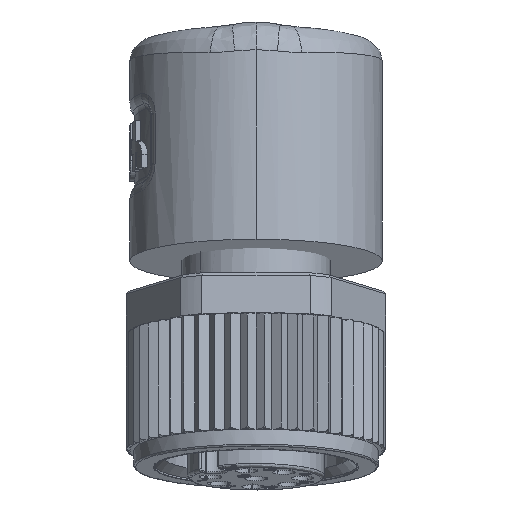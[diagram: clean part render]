
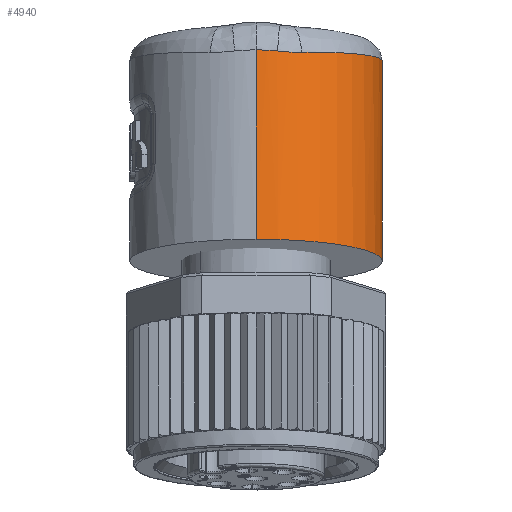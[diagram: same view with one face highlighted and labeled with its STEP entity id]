
A CAD part, front view. The second image highlights one B-rep face of the part: STEP entity #4940.
In plain terms, the highlighted cylindrical face has radius 7.5 mm (diameter 15 mm), a partial arc.
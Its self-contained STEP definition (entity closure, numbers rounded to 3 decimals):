
#4940=ADVANCED_FACE('',(#9931),#9932,.T.);
#9931=FACE_OUTER_BOUND('',#23128,.T.);
#9932=CYLINDRICAL_SURFACE('',#23129,7.5);
#23128=EDGE_LOOP('',(#39183,#39184,#39185,#39186,#39187,#39188,#39189,#39190,#39191,#39192,#39193));
#23129=AXIS2_PLACEMENT_3D('',#39194,#39195,#39196);
#39183=ORIENTED_EDGE('',*,*,#45170,.F.);
#39184=ORIENTED_EDGE('',*,*,#45174,.F.);
#39185=ORIENTED_EDGE('',*,*,#45311,.F.);
#39186=ORIENTED_EDGE('',*,*,#45312,.F.);
#39187=ORIENTED_EDGE('',*,*,#45313,.F.);
#39188=ORIENTED_EDGE('',*,*,#45176,.F.);
#39189=ORIENTED_EDGE('',*,*,#45166,.F.);
#39190=ORIENTED_EDGE('',*,*,#45314,.F.);
#39191=ORIENTED_EDGE('',*,*,#45221,.T.);
#39192=ORIENTED_EDGE('',*,*,#45315,.T.);
#39193=ORIENTED_EDGE('',*,*,#45163,.F.);
#39194=CARTESIAN_POINT('',(0.0,6.646,-7.682));
#39195=DIRECTION('',(0.0,-0.174,-0.985));
#39196=DIRECTION('',(0.0,-0.985,0.174));
#45163=EDGE_CURVE('',#53552,#53548,#53554,.T.);
#45166=EDGE_CURVE('',#53556,#53558,#53559,.T.);
#45170=EDGE_CURVE('',#53562,#53552,#53564,.T.);
#45174=EDGE_CURVE('',#53568,#53562,#53570,.T.);
#45176=EDGE_CURVE('',#53558,#53572,#53573,.T.);
#45221=EDGE_CURVE('',#53633,#53632,#53635,.T.);
#45311=EDGE_CURVE('',#53761,#53568,#53762,.T.);
#45312=EDGE_CURVE('',#53763,#53761,#53764,.T.);
#45313=EDGE_CURVE('',#53572,#53763,#53765,.T.);
#45314=EDGE_CURVE('',#53633,#53556,#53766,.T.);
#45315=EDGE_CURVE('',#53632,#53548,#53767,.T.);
#53548=VERTEX_POINT('',#69042);
#53552=VERTEX_POINT('',#69070);
#53554=B_SPLINE_CURVE_WITH_KNOTS('',3,(#69076,#69077,#69078,#69079,#69080,#69081,#69082,#69083,#69084,#69085,#69086,#69087,#69088,#69089,#69090,#69091,#69092,#69093,#69094,#69095,#69096,#69097),.UNSPECIFIED.,.F.,.F.,(4,1,1,1,1,1,1,1,1,1,1,1,1,1,1,1,1,1,1,4),(0.0,0.053,0.105,0.158,0.211,0.263,0.316,0.368,0.421,0.474,0.526,0.579,0.632,0.684,0.737,0.789,0.842,0.895,0.947,1.0),.UNSPECIFIED.);
#53556=VERTEX_POINT('',#69099);
#53558=VERTEX_POINT('',#69107);
#53559=B_SPLINE_CURVE_WITH_KNOTS('',3,(#69108,#69109,#69110,#69111,#69112,#69113,#69114,#69115),.UNSPECIFIED.,.F.,.F.,(4,1,1,1,1,4),(0.0,0.203,0.406,0.606,0.804,1.0),.UNSPECIFIED.);
#53562=VERTEX_POINT('',#69124);
#53564=B_SPLINE_CURVE_WITH_KNOTS('',3,(#69129,#69130,#69131,#69132,#69133,#69134),.UNSPECIFIED.,.F.,.F.,(4,1,1,4),(0.0,0.333,0.667,1.0),.UNSPECIFIED.);
#53568=VERTEX_POINT('',#69143);
#53570=B_SPLINE_CURVE_WITH_KNOTS('',3,(#69148,#69149,#69150,#69151,#69152,#69153),.UNSPECIFIED.,.F.,.F.,(4,1,1,4),(0.0,0.333,0.667,1.0),.UNSPECIFIED.);
#53572=VERTEX_POINT('',#69155);
#53573=B_SPLINE_CURVE_WITH_KNOTS('',3,(#69156,#69157,#69158,#69159,#69160,#69161),.UNSPECIFIED.,.F.,.F.,(4,1,1,4),(0.0,0.333,0.667,1.0),.UNSPECIFIED.);
#53632=VERTEX_POINT('',#69350);
#53633=VERTEX_POINT('',#69351);
#53635=CIRCLE('',#69353,7.5);
#53761=VERTEX_POINT('',#70064);
#53762=B_SPLINE_CURVE_WITH_KNOTS('',3,(#70065,#70066,#70067,#70068,#70069,#70070),.UNSPECIFIED.,.F.,.F.,(4,1,1,4),(0.0,0.333,0.667,1.0),.UNSPECIFIED.);
#53763=VERTEX_POINT('',#70071);
#53764=B_SPLINE_CURVE_WITH_KNOTS('',3,(#70072,#70073,#70074,#70075,#70076,#70077),.UNSPECIFIED.,.F.,.F.,(4,1,1,4),(0.0,0.333,0.667,1.0),.UNSPECIFIED.);
#53765=B_SPLINE_CURVE_WITH_KNOTS('',3,(#70078,#70079,#70080,#70081,#70082,#70083,#70084,#70085,#70086,#70087,#70088,#70089,#70090,#70091,#70092),.UNSPECIFIED.,.F.,.F.,(4,1,1,1,1,1,1,1,1,1,1,1,4),(0.0,0.083,0.167,0.25,0.333,0.417,0.5,0.583,0.667,0.75,0.833,0.917,1.0),.UNSPECIFIED.);
#53766=LINE('',#70093,#70094);
#53767=LINE('',#70095,#70096);
#69042=CARTESIAN_POINT('',(0.,14.348,-7.187));
#69070=CARTESIAN_POINT('',(6.536,11.568,-0.949));
#69076=CARTESIAN_POINT('',(6.536,11.568,-0.949));
#69077=CARTESIAN_POINT('',(6.52,11.574,-1.077));
#69078=CARTESIAN_POINT('',(6.481,11.598,-1.342));
#69079=CARTESIAN_POINT('',(6.394,11.67,-1.769));
#69080=CARTESIAN_POINT('',(6.273,11.784,-2.227));
#69081=CARTESIAN_POINT('',(6.109,11.942,-2.719));
#69082=CARTESIAN_POINT('',(5.893,12.145,-3.24));
#69083=CARTESIAN_POINT('',(5.622,12.382,-3.772));
#69084=CARTESIAN_POINT('',(5.296,12.642,-4.298));
#69085=CARTESIAN_POINT('',(4.928,12.904,-4.791));
#69086=CARTESIAN_POINT('',(4.528,13.155,-5.239));
#69087=CARTESIAN_POINT('',(4.105,13.387,-5.637));
#69088=CARTESIAN_POINT('',(3.667,13.595,-5.984));
#69089=CARTESIAN_POINT('',(3.219,13.777,-6.282));
#69090=CARTESIAN_POINT('',(2.764,13.934,-6.534));
#69091=CARTESIAN_POINT('',(2.305,14.064,-6.741));
#69092=CARTESIAN_POINT('',(1.844,14.169,-6.907));
#69093=CARTESIAN_POINT('',(1.381,14.25,-7.034));
#69094=CARTESIAN_POINT('',(0.918,14.307,-7.123));
#69095=CARTESIAN_POINT('',(0.457,14.341,-7.175));
#69096=CARTESIAN_POINT('',(0.152,14.348,-7.187));
#69097=CARTESIAN_POINT('',(0.,14.348,-7.187));
#69099=CARTESIAN_POINT('',(0.,1.239,4.847));
#69107=CARTESIAN_POINT('',(1.266,1.337,4.784));
#69108=CARTESIAN_POINT('',(0.,1.239,4.847));
#69109=CARTESIAN_POINT('',(0.086,1.239,4.847));
#69110=CARTESIAN_POINT('',(0.259,1.242,4.846));
#69111=CARTESIAN_POINT('',(0.516,1.254,4.839));
#69112=CARTESIAN_POINT('',(0.769,1.274,4.828));
#69113=CARTESIAN_POINT('',(1.019,1.302,4.81));
#69114=CARTESIAN_POINT('',(1.184,1.325,4.794));
#69115=CARTESIAN_POINT('',(1.266,1.337,4.784));
#69124=CARTESIAN_POINT('',(6.569,11.604,-0.401));
#69129=CARTESIAN_POINT('',(6.569,11.604,-0.401));
#69130=CARTESIAN_POINT('',(6.569,11.594,-0.458));
#69131=CARTESIAN_POINT('',(6.568,11.576,-0.576));
#69132=CARTESIAN_POINT('',(6.557,11.563,-0.758));
#69133=CARTESIAN_POINT('',(6.544,11.565,-0.885));
#69134=CARTESIAN_POINT('',(6.536,11.568,-0.949));
#69143=CARTESIAN_POINT('',(6.561,11.795,0.599));
#69148=CARTESIAN_POINT('',(6.561,11.795,0.599));
#69149=CARTESIAN_POINT('',(6.562,11.774,0.488));
#69150=CARTESIAN_POINT('',(6.564,11.732,0.266));
#69151=CARTESIAN_POINT('',(6.567,11.667,-0.067));
#69152=CARTESIAN_POINT('',(6.568,11.625,-0.29));
#69153=CARTESIAN_POINT('',(6.569,11.604,-0.401));
#69155=CARTESIAN_POINT('',(2.72,1.732,4.701));
#69156=CARTESIAN_POINT('',(1.266,1.337,4.784));
#69157=CARTESIAN_POINT('',(1.44,1.364,4.765));
#69158=CARTESIAN_POINT('',(1.781,1.43,4.731));
#69159=CARTESIAN_POINT('',(2.267,1.564,4.702));
#69160=CARTESIAN_POINT('',(2.572,1.673,4.699));
#69161=CARTESIAN_POINT('',(2.72,1.732,4.701));
#69350=CARTESIAN_POINT('',(0.,14.032,-8.984));
#69351=CARTESIAN_POINT('',(0.0,-0.741,-6.379));
#69353=AXIS2_PLACEMENT_3D('',#77801,#77802,#77803);
#70064=CARTESIAN_POINT('',(6.507,12.012,1.274));
#70065=CARTESIAN_POINT('',(6.507,12.012,1.274));
#70066=CARTESIAN_POINT('',(6.519,11.977,1.194));
#70067=CARTESIAN_POINT('',(6.539,11.913,1.038));
#70068=CARTESIAN_POINT('',(6.556,11.841,0.812));
#70069=CARTESIAN_POINT('',(6.561,11.808,0.669));
#70070=CARTESIAN_POINT('',(6.561,11.795,0.599));
#70071=CARTESIAN_POINT('',(5.818,13.425,3.511));
#70072=CARTESIAN_POINT('',(5.818,13.425,3.511));
#70073=CARTESIAN_POINT('',(5.945,13.22,3.248));
#70074=CARTESIAN_POINT('',(6.158,12.838,2.731));
#70075=CARTESIAN_POINT('',(6.378,12.363,1.986));
#70076=CARTESIAN_POINT('',(6.471,12.117,1.509));
#70077=CARTESIAN_POINT('',(6.507,12.012,1.274));
#70078=CARTESIAN_POINT('',(2.72,1.732,4.701));
#70079=CARTESIAN_POINT('',(3.086,1.877,4.707));
#70080=CARTESIAN_POINT('',(3.796,2.226,4.71));
#70081=CARTESIAN_POINT('',(4.763,2.904,4.689));
#70082=CARTESIAN_POINT('',(5.613,3.722,4.644));
#70083=CARTESIAN_POINT('',(6.321,4.651,4.577));
#70084=CARTESIAN_POINT('',(6.89,5.702,4.488));
#70085=CARTESIAN_POINT('',(7.282,6.819,4.381));
#70086=CARTESIAN_POINT('',(7.492,7.984,4.257));
#70087=CARTESIAN_POINT('',(7.52,9.138,4.124));
#70088=CARTESIAN_POINT('',(7.361,10.32,3.976));
#70089=CARTESIAN_POINT('',(7.019,11.445,3.823));
#70090=CARTESIAN_POINT('',(6.508,12.494,3.667));
#70091=CARTESIAN_POINT('',(6.063,13.128,3.563));
#70092=CARTESIAN_POINT('',(5.818,13.425,3.511));
#70093=CARTESIAN_POINT('',(0.0,-0.741,-6.379));
#70094=VECTOR('',#77823,11.4);
#70095=CARTESIAN_POINT('',(0.,14.032,-8.984));
#70096=VECTOR('',#77824,1.825);
#77801=CARTESIAN_POINT('',(0.0,6.646,-7.682));
#77802=DIRECTION('',(0.0,0.174,0.985));
#77803=DIRECTION('',(0.0,-0.985,0.174));
#77823=DIRECTION('',(0.,0.174,0.985));
#77824=DIRECTION('',(0.,0.174,0.985));
